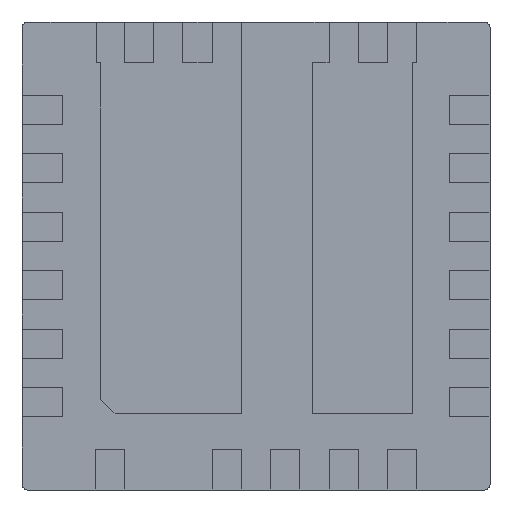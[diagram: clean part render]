
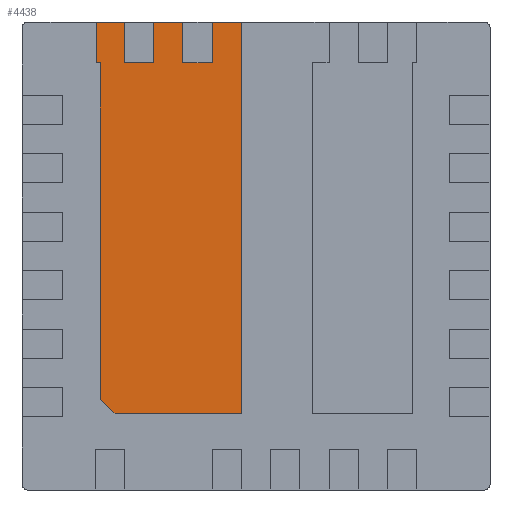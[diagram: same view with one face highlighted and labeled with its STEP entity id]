
A CAD part, front view. The second image highlights one B-rep face of the part: STEP entity #4438.
In plain terms, the highlighted planar face has unit normal (0, -1, 0).
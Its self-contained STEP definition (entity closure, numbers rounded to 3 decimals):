
#274=FACE_OUTER_BOUND('',#526,.T.);
#526=EDGE_LOOP('',(#3738,#3739,#3740,#3741,#3742,#3743,#3744,#3745,#3746,
#3747,#3748,#3749,#3750,#3751,#3752));
#1008=LINE('',#6839,#1600);
#1012=LINE('',#6847,#1604);
#1015=LINE('',#6853,#1607);
#1018=LINE('',#6859,#1610);
#1021=LINE('',#6865,#1613);
#1024=LINE('',#6871,#1616);
#1027=LINE('',#6877,#1619);
#1030=LINE('',#6883,#1622);
#1033=LINE('',#6889,#1625);
#1036=LINE('',#6895,#1628);
#1039=LINE('',#6901,#1631);
#1042=LINE('',#6907,#1634);
#1045=LINE('',#6913,#1637);
#1048=LINE('',#6919,#1640);
#1051=LINE('',#6924,#1643);
#1600=VECTOR('',#5605,10.);
#1604=VECTOR('',#5611,10.);
#1607=VECTOR('',#5616,10.);
#1610=VECTOR('',#5621,10.);
#1613=VECTOR('',#5626,10.);
#1616=VECTOR('',#5631,10.);
#1619=VECTOR('',#5636,10.);
#1622=VECTOR('',#5641,10.);
#1625=VECTOR('',#5646,10.);
#1628=VECTOR('',#5651,10.);
#1631=VECTOR('',#5656,10.);
#1634=VECTOR('',#5661,10.);
#1637=VECTOR('',#5666,10.);
#1640=VECTOR('',#5671,10.);
#1643=VECTOR('',#5676,10.);
#2063=VERTEX_POINT('',#6837);
#2064=VERTEX_POINT('',#6838);
#2067=VERTEX_POINT('',#6846);
#2069=VERTEX_POINT('',#6852);
#2071=VERTEX_POINT('',#6858);
#2073=VERTEX_POINT('',#6864);
#2075=VERTEX_POINT('',#6870);
#2077=VERTEX_POINT('',#6876);
#2079=VERTEX_POINT('',#6882);
#2081=VERTEX_POINT('',#6888);
#2083=VERTEX_POINT('',#6894);
#2085=VERTEX_POINT('',#6900);
#2087=VERTEX_POINT('',#6906);
#2089=VERTEX_POINT('',#6912);
#2091=VERTEX_POINT('',#6918);
#2616=EDGE_CURVE('',#2063,#2064,#1008,.T.);
#2620=EDGE_CURVE('',#2064,#2067,#1012,.T.);
#2623=EDGE_CURVE('',#2067,#2069,#1015,.T.);
#2626=EDGE_CURVE('',#2069,#2071,#1018,.T.);
#2629=EDGE_CURVE('',#2071,#2073,#1021,.T.);
#2632=EDGE_CURVE('',#2073,#2075,#1024,.T.);
#2635=EDGE_CURVE('',#2075,#2077,#1027,.T.);
#2638=EDGE_CURVE('',#2077,#2079,#1030,.T.);
#2641=EDGE_CURVE('',#2079,#2081,#1033,.T.);
#2644=EDGE_CURVE('',#2081,#2083,#1036,.T.);
#2647=EDGE_CURVE('',#2083,#2085,#1039,.T.);
#2650=EDGE_CURVE('',#2087,#2085,#1042,.T.);
#2653=EDGE_CURVE('',#2087,#2089,#1045,.T.);
#2656=EDGE_CURVE('',#2091,#2089,#1048,.T.);
#2659=EDGE_CURVE('',#2063,#2091,#1051,.T.);
#3738=ORIENTED_EDGE('',*,*,#2659,.F.);
#3739=ORIENTED_EDGE('',*,*,#2616,.T.);
#3740=ORIENTED_EDGE('',*,*,#2620,.T.);
#3741=ORIENTED_EDGE('',*,*,#2623,.T.);
#3742=ORIENTED_EDGE('',*,*,#2626,.T.);
#3743=ORIENTED_EDGE('',*,*,#2629,.T.);
#3744=ORIENTED_EDGE('',*,*,#2632,.T.);
#3745=ORIENTED_EDGE('',*,*,#2635,.T.);
#3746=ORIENTED_EDGE('',*,*,#2638,.T.);
#3747=ORIENTED_EDGE('',*,*,#2641,.T.);
#3748=ORIENTED_EDGE('',*,*,#2644,.T.);
#3749=ORIENTED_EDGE('',*,*,#2647,.T.);
#3750=ORIENTED_EDGE('',*,*,#2650,.F.);
#3751=ORIENTED_EDGE('',*,*,#2653,.T.);
#3752=ORIENTED_EDGE('',*,*,#2656,.F.);
#4187=PLANE('',#4743);
#4438=ADVANCED_FACE('',(#274),#4187,.F.);
#4743=AXIS2_PLACEMENT_3D('',#6927,#5680,#5681);
#5605=DIRECTION('',(-1.,0.,0.));
#5611=DIRECTION('',(0.,0.,-1.));
#5616=DIRECTION('',(-1.,0.,0.));
#5621=DIRECTION('',(0.,0.,1.));
#5626=DIRECTION('',(-1.,0.,0.));
#5631=DIRECTION('',(0.,0.,-1.));
#5636=DIRECTION('',(-1.,0.,0.));
#5641=DIRECTION('',(0.,0.,1.));
#5646=DIRECTION('',(-1.,0.,0.));
#5651=DIRECTION('',(0.,0.,-1.));
#5656=DIRECTION('',(1.,0.,0.));
#5661=DIRECTION('',(0.,0.,1.));
#5666=DIRECTION('',(0.707,0.,-0.707));
#5671=DIRECTION('',(-1.,0.,0.));
#5676=DIRECTION('',(0.,0.,-1.));
#5680=DIRECTION('center_axis',(0.,1.,0.));
#5681=DIRECTION('ref_axis',(1.,0.,0.));
#6837=CARTESIAN_POINT('',(-0.125,0.,2.));
#6838=CARTESIAN_POINT('',(-0.375,0.,2.));
#6839=CARTESIAN_POINT('',(-0.125,0.,2.));
#6846=CARTESIAN_POINT('',(-0.375,0.,1.65));
#6847=CARTESIAN_POINT('',(-0.375,0.,2.));
#6852=CARTESIAN_POINT('',(-0.625,0.,1.65));
#6853=CARTESIAN_POINT('',(-0.375,0.,1.65));
#6858=CARTESIAN_POINT('',(-0.625,0.,2.));
#6859=CARTESIAN_POINT('',(-0.625,0.,1.65));
#6864=CARTESIAN_POINT('',(-0.875,0.,2.));
#6865=CARTESIAN_POINT('',(-0.625,0.,2.));
#6870=CARTESIAN_POINT('',(-0.875,0.,1.65));
#6871=CARTESIAN_POINT('',(-0.875,0.,2.));
#6876=CARTESIAN_POINT('',(-1.125,0.,1.65));
#6877=CARTESIAN_POINT('',(-0.875,0.,1.65));
#6882=CARTESIAN_POINT('',(-1.125,0.,2.));
#6883=CARTESIAN_POINT('',(-1.125,0.,1.65));
#6888=CARTESIAN_POINT('',(-1.365,0.,2.));
#6889=CARTESIAN_POINT('',(-1.125,0.,2.));
#6894=CARTESIAN_POINT('',(-1.365,0.,1.65));
#6895=CARTESIAN_POINT('',(-1.365,0.,2.));
#6900=CARTESIAN_POINT('',(-1.33,0.,1.65));
#6901=CARTESIAN_POINT('',(-1.365,0.,1.65));
#6906=CARTESIAN_POINT('',(-1.33,0.,-1.225));
#6907=CARTESIAN_POINT('',(-1.33,0.,-1.225));
#6912=CARTESIAN_POINT('',(-1.205,0.,-1.35));
#6913=CARTESIAN_POINT('',(-1.33,0.,-1.225));
#6918=CARTESIAN_POINT('',(-0.125,0.,-1.35));
#6919=CARTESIAN_POINT('',(-0.125,0.,-1.35));
#6924=CARTESIAN_POINT('',(-0.125,0.,1.65));
#6927=CARTESIAN_POINT('Origin',(-0.745,0.,0.325));
